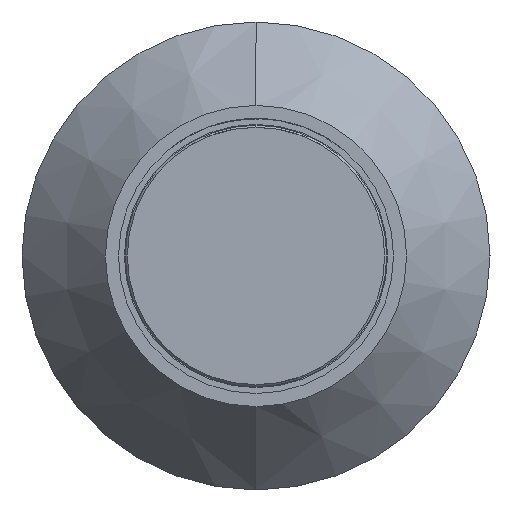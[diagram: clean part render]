
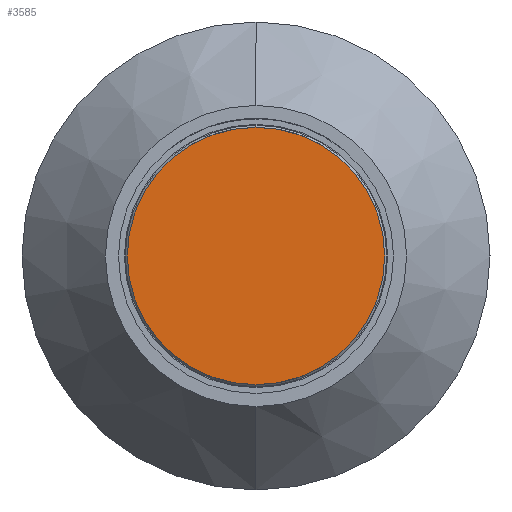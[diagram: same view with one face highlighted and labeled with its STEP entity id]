
A CAD part, front view. The second image highlights one B-rep face of the part: STEP entity #3585.
In plain terms, the highlighted planar face has unit normal (0, -1, 0).
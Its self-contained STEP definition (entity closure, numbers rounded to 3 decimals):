
#189 = DIRECTION ( 'NONE',  ( 1., 0., 0. ) ) ;
#394 = AXIS2_PLACEMENT_3D ( 'NONE', #1201, #4055, #2961 ) ;
#567 = EDGE_LOOP ( 'NONE', ( #1567, #954 ) ) ;
#638 = VERTEX_POINT ( 'NONE', #2371 ) ;
#879 = VERTEX_POINT ( 'NONE', #3586 ) ;
#954 = ORIENTED_EDGE ( 'NONE', *, *, #3257, .T. ) ;
#1201 = CARTESIAN_POINT ( 'NONE',  ( 0., 0., 1.9 ) ) ;
#1297 = DIRECTION ( 'NONE',  ( 1., 0., 0. ) ) ;
#1567 = ORIENTED_EDGE ( 'NONE', *, *, #2975, .T. ) ;
#1585 = DIRECTION ( 'NONE',  ( 0., -1., 0. ) ) ;
#2272 = CARTESIAN_POINT ( 'NONE',  ( 0., 0., 0. ) ) ;
#2371 = CARTESIAN_POINT ( 'NONE',  ( 2.2, 0., 0. ) ) ;
#2695 = AXIS2_PLACEMENT_3D ( 'NONE', #2272, #1585, #189 ) ;
#2810 = CIRCLE ( 'NONE', #2695, 2.2 ) ;
#2961 = DIRECTION ( 'NONE',  ( -1., 0., 0. ) ) ;
#2975 = EDGE_CURVE ( 'Defeature ausgef�hrt2_32+Defeature ausgef�hrt2_39+Defeature ausgef�hrt2_39+Defeature ausgef�hrt2_39', #638, #879, #2810, .T. ) ;
#3233 = FACE_OUTER_BOUND ( 'NONE', #567, .T. ) ;
#3257 = EDGE_CURVE ( 'Defeature ausgef�hrt2_32+Defeature ausgef�hrt2_39+Defeature ausgef�hrt2_39+Defeature ausgef�hrt2_39', #879, #638, #3883, .T. ) ;
#3368 = CARTESIAN_POINT ( 'NONE',  ( 0., 0., 0. ) ) ;
#3436 = DIRECTION ( 'NONE',  ( 0., -1., 0. ) ) ;
#3506 = AXIS2_PLACEMENT_3D ( 'NONE', #3368, #3436, #1297 ) ;
#3585 = ADVANCED_FACE ( 'Defeature ausgef�hrt2_32', ( #3233 ), #4330, .F. ) ;
#3586 = CARTESIAN_POINT ( 'NONE',  ( -2.2, 0., 0. ) ) ;
#3883 = CIRCLE ( 'NONE', #3506, 2.2 ) ;
#4055 = DIRECTION ( 'NONE',  ( 0., 1., 0. ) ) ;
#4330 = PLANE ( 'NONE',  #394 ) ;
